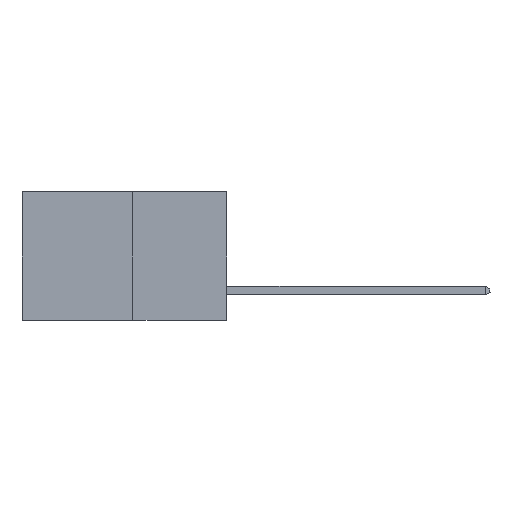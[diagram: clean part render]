
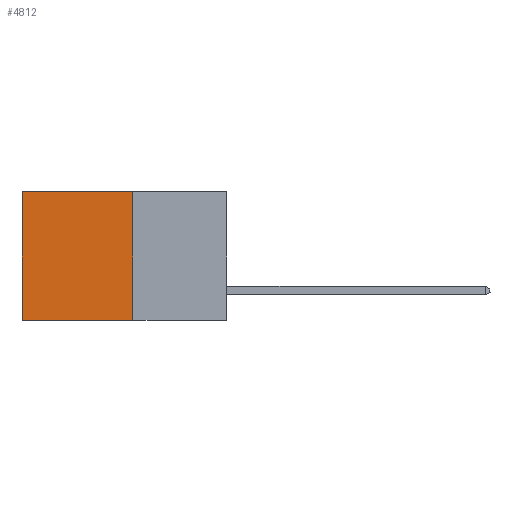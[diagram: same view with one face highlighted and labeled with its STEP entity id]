
A CAD part, left-side view. The second image highlights one B-rep face of the part: STEP entity #4812.
In plain terms, the highlighted planar face has unit normal (-1, 0, 0).
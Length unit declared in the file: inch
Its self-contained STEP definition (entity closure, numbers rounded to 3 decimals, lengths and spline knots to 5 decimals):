
#34 = VECTOR ( 'NONE', #20451, 39.37008 ) ;
#41 = LINE ( 'NONE', #12138, #24069 ) ;
#108 = CARTESIAN_POINT ( 'NONE',  ( 0.277, 0.27, -0.37 ) ) ;
#946 = VECTOR ( 'NONE', #9134, 39.37008 ) ;
#2102 = EDGE_LOOP ( 'NONE', ( #9604, #11275, #19713, #4914 ) ) ;
#2349 = CARTESIAN_POINT ( 'NONE',  ( 0.277, 0.59, 0. ) ) ;
#3082 = FACE_OUTER_BOUND ( 'NONE', #2102, .T. ) ;
#4812 = ADVANCED_FACE ( 'NONE', ( #3082 ), #16878, .F. ) ;
#4914 = ORIENTED_EDGE ( 'NONE', *, *, #5540, .T. ) ;
#5167 = LINE ( 'NONE', #7161, #34 ) ;
#5540 = EDGE_CURVE ( 'NONE', #22254, #22808, #41, .T. ) ;
#5543 = DIRECTION ( 'NONE',  ( 1., 0., 0. ) ) ;
#5699 = EDGE_CURVE ( 'NONE', #22254, #15923, #11145, .T. ) ;
#7161 = CARTESIAN_POINT ( 'NONE',  ( 0.277, 0.59, -0.37 ) ) ;
#8313 = CARTESIAN_POINT ( 'NONE',  ( 0.277, 0.59, -0.37 ) ) ;
#8480 = CARTESIAN_POINT ( 'NONE',  ( 0.277, 0.27, -0.37 ) ) ;
#8541 = CARTESIAN_POINT ( 'NONE',  ( 0.277, 0.27, -0.37 ) ) ;
#9134 = DIRECTION ( 'NONE',  ( 0., 0., -1. ) ) ;
#9604 = ORIENTED_EDGE ( 'NONE', *, *, #16406, .T. ) ;
#11145 = LINE ( 'NONE', #8480, #946 ) ;
#11275 = ORIENTED_EDGE ( 'NONE', *, *, #19501, .F. ) ;
#11542 = DIRECTION ( 'NONE',  ( 0., 1., 0. ) ) ;
#11732 = CARTESIAN_POINT ( 'NONE',  ( 0.277, 0.27, 0. ) ) ;
#12138 = CARTESIAN_POINT ( 'NONE',  ( 0.277, 0.27, 0. ) ) ;
#12151 = VECTOR ( 'NONE', #21733, 39.37008 ) ;
#14784 = VERTEX_POINT ( 'NONE', #8313 ) ;
#14952 = CARTESIAN_POINT ( 'NONE',  ( 0.277, 0.27, -0.37 ) ) ;
#15923 = VERTEX_POINT ( 'NONE', #108 ) ;
#16406 = EDGE_CURVE ( 'NONE', #22808, #14784, #5167, .T. ) ;
#16878 = PLANE ( 'NONE',  #20953 ) ;
#18798 = DIRECTION ( 'NONE',  ( 0., 0., -1. ) ) ;
#19501 = EDGE_CURVE ( 'NONE', #15923, #14784, #22161, .T. ) ;
#19713 = ORIENTED_EDGE ( 'NONE', *, *, #5699, .F. ) ;
#20451 = DIRECTION ( 'NONE',  ( 0., 0., -1. ) ) ;
#20953 = AXIS2_PLACEMENT_3D ( 'NONE', #14952, #5543, #18798 ) ;
#21733 = DIRECTION ( 'NONE',  ( 0., 1., 0. ) ) ;
#22161 = LINE ( 'NONE', #8541, #12151 ) ;
#22254 = VERTEX_POINT ( 'NONE', #11732 ) ;
#22808 = VERTEX_POINT ( 'NONE', #2349 ) ;
#24069 = VECTOR ( 'NONE', #11542, 39.37008 ) ;
